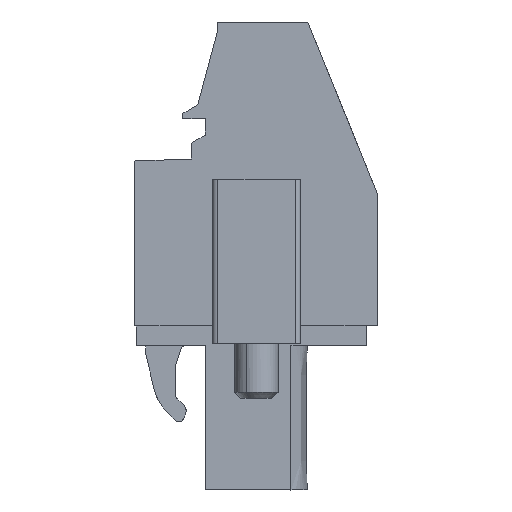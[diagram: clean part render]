
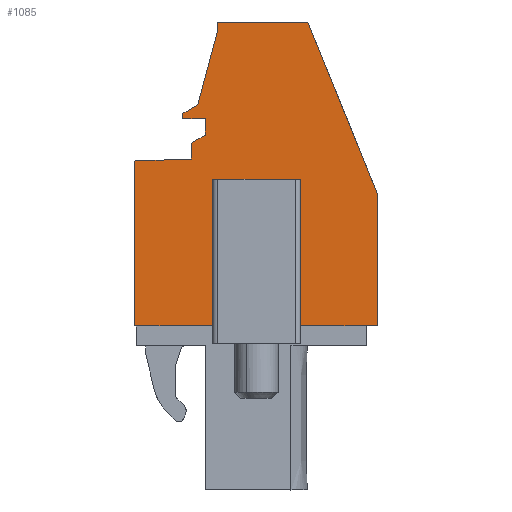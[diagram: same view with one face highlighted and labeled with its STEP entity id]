
A CAD part, left-side view. The second image highlights one B-rep face of the part: STEP entity #1085.
In plain terms, the highlighted planar face has unit normal (-1, 0, 0).
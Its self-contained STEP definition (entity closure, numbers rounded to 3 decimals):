
#969=AXIS2_PLACEMENT_3D('Plane Axis2P3D',#966,#967,#968) ;
#40=CARTESIAN_POINT('Vertex',(4.9,14.05,9.509)) ;
#70=CARTESIAN_POINT('Vertex',(4.9,0.,9.509)) ;
#73=CARTESIAN_POINT('Line Origine',(4.9,2.22,9.509)) ;
#77=CARTESIAN_POINT('Vertex',(4.9,4.44,9.509)) ;
#84=CARTESIAN_POINT('Vertex',(4.9,9.54,9.509)) ;
#87=CARTESIAN_POINT('Line Origine',(4.9,11.795,9.509)) ;
#178=CARTESIAN_POINT('Vertex',(4.9,14.05,19.057)) ;
#188=CARTESIAN_POINT('Line Origine',(4.9,14.05,14.283)) ;
#912=CARTESIAN_POINT('Vertex',(4.9,0.,17.159)) ;
#915=CARTESIAN_POINT('Line Origine',(4.9,0.,13.334)) ;
#966=CARTESIAN_POINT('Axis2P3D Location',(4.9,-0.06,8.209)) ;
#971=CARTESIAN_POINT('Line Origine',(4.9,9.54,13.759)) ;
#975=CARTESIAN_POINT('Vertex',(4.9,9.54,18.009)) ;
#978=CARTESIAN_POINT('Line Origine',(4.9,6.99,18.009)) ;
#982=CARTESIAN_POINT('Vertex',(4.9,4.44,18.009)) ;
#985=CARTESIAN_POINT('Line Origine',(4.9,4.44,13.759)) ;
#990=CARTESIAN_POINT('Line Origine',(4.9,2.01,22.134)) ;
#994=CARTESIAN_POINT('Vertex',(4.9,4.02,27.109)) ;
#997=CARTESIAN_POINT('Line Origine',(4.9,6.639,27.109)) ;
#1001=CARTESIAN_POINT('Vertex',(4.9,9.258,27.109)) ;
#1004=CARTESIAN_POINT('Line Origine',(4.9,9.258,26.834)) ;
#1008=CARTESIAN_POINT('Vertex',(4.9,9.258,26.559)) ;
#1011=CARTESIAN_POINT('Line Origine',(4.9,9.828,24.434)) ;
#1015=CARTESIAN_POINT('Vertex',(4.9,10.397,22.309)) ;
#1018=CARTESIAN_POINT('Line Origine',(4.9,10.83,22.059)) ;
#1022=CARTESIAN_POINT('Vertex',(4.9,11.263,21.809)) ;
#1025=CARTESIAN_POINT('Line Origine',(4.9,11.263,21.659)) ;
#1029=CARTESIAN_POINT('Vertex',(4.9,11.263,21.509)) ;
#1032=CARTESIAN_POINT('Line Origine',(4.9,10.613,21.509)) ;
#1036=CARTESIAN_POINT('Vertex',(4.9,9.963,21.509)) ;
#1039=CARTESIAN_POINT('Line Origine',(4.9,9.963,21.034)) ;
#1043=CARTESIAN_POINT('Vertex',(4.9,9.963,20.559)) ;
#1046=CARTESIAN_POINT('Line Origine',(4.9,10.363,20.328)) ;
#1050=CARTESIAN_POINT('Vertex',(4.9,10.763,20.097)) ;
#1053=CARTESIAN_POINT('Line Origine',(4.9,10.763,19.634)) ;
#1057=CARTESIAN_POINT('Vertex',(4.9,10.763,19.172)) ;
#1060=CARTESIAN_POINT('Line Origine',(4.9,12.407,19.114)) ;
#74=DIRECTION('Vector Direction',(0.,1.,0.)) ;
#88=DIRECTION('Vector Direction',(0.,1.,0.)) ;
#189=DIRECTION('Vector Direction',(0.,0.,1.)) ;
#916=DIRECTION('Vector Direction',(0.,0.,1.)) ;
#967=DIRECTION('Axis2P3D Direction',(1.,0.,0.)) ;
#968=DIRECTION('Axis2P3D XDirection',(0.,1.,0.)) ;
#972=DIRECTION('Vector Direction',(0.,0.,1.)) ;
#979=DIRECTION('Vector Direction',(0.,-1.,0.)) ;
#986=DIRECTION('Vector Direction',(0.,0.,1.)) ;
#991=DIRECTION('Vector Direction',(0.,-0.375,-0.927)) ;
#998=DIRECTION('Vector Direction',(0.,-1.,0.)) ;
#1005=DIRECTION('Vector Direction',(0.,0.,1.)) ;
#1012=DIRECTION('Vector Direction',(0.,0.259,-0.966)) ;
#1019=DIRECTION('Vector Direction',(0.,0.866,-0.5)) ;
#1026=DIRECTION('Vector Direction',(0.,0.,-1.)) ;
#1033=DIRECTION('Vector Direction',(0.,-1.,0.)) ;
#1040=DIRECTION('Vector Direction',(0.,0.,-1.)) ;
#1047=DIRECTION('Vector Direction',(0.,0.866,-0.5)) ;
#1054=DIRECTION('Vector Direction',(0.,0.,1.)) ;
#1061=DIRECTION('Vector Direction',(0.,0.999,-0.035)) ;
#75=VECTOR('Line Direction',#74,1.) ;
#89=VECTOR('Line Direction',#88,1.) ;
#190=VECTOR('Line Direction',#189,1.) ;
#917=VECTOR('Line Direction',#916,1.) ;
#973=VECTOR('Line Direction',#972,1.) ;
#980=VECTOR('Line Direction',#979,1.) ;
#987=VECTOR('Line Direction',#986,1.) ;
#992=VECTOR('Line Direction',#991,1.) ;
#999=VECTOR('Line Direction',#998,1.) ;
#1006=VECTOR('Line Direction',#1005,1.) ;
#1013=VECTOR('Line Direction',#1012,1.) ;
#1020=VECTOR('Line Direction',#1019,1.) ;
#1027=VECTOR('Line Direction',#1026,1.) ;
#1034=VECTOR('Line Direction',#1033,1.) ;
#1041=VECTOR('Line Direction',#1040,1.) ;
#1048=VECTOR('Line Direction',#1047,1.) ;
#1055=VECTOR('Line Direction',#1054,1.) ;
#1062=VECTOR('Line Direction',#1061,1.) ;
#1066=ORIENTED_EDGE('',*,*,#977,.T.) ;
#1067=ORIENTED_EDGE('',*,*,#984,.T.) ;
#1068=ORIENTED_EDGE('',*,*,#989,.T.) ;
#1069=ORIENTED_EDGE('',*,*,#79,.F.) ;
#1070=ORIENTED_EDGE('',*,*,#919,.F.) ;
#1071=ORIENTED_EDGE('',*,*,#996,.F.) ;
#1072=ORIENTED_EDGE('',*,*,#1003,.F.) ;
#1073=ORIENTED_EDGE('',*,*,#1010,.F.) ;
#1074=ORIENTED_EDGE('',*,*,#1017,.F.) ;
#1075=ORIENTED_EDGE('',*,*,#1024,.F.) ;
#1076=ORIENTED_EDGE('',*,*,#1031,.F.) ;
#1077=ORIENTED_EDGE('',*,*,#1038,.F.) ;
#1078=ORIENTED_EDGE('',*,*,#1045,.F.) ;
#1079=ORIENTED_EDGE('',*,*,#1052,.F.) ;
#1080=ORIENTED_EDGE('',*,*,#1059,.F.) ;
#1081=ORIENTED_EDGE('',*,*,#1064,.F.) ;
#1082=ORIENTED_EDGE('',*,*,#192,.F.) ;
#1083=ORIENTED_EDGE('',*,*,#91,.F.) ;
#1085=ADVANCED_FACE('Hauptk\X2\00F6\X0\rper',(#1084),#970,.F.) ;
#79=EDGE_CURVE('',#71,#78,#76,.T.) ;
#91=EDGE_CURVE('',#85,#41,#90,.T.) ;
#192=EDGE_CURVE('',#41,#179,#191,.T.) ;
#919=EDGE_CURVE('',#913,#71,#918,.F.) ;
#977=EDGE_CURVE('',#85,#976,#974,.T.) ;
#984=EDGE_CURVE('',#976,#983,#981,.T.) ;
#989=EDGE_CURVE('',#983,#78,#988,.F.) ;
#996=EDGE_CURVE('',#995,#913,#993,.T.) ;
#1003=EDGE_CURVE('',#1002,#995,#1000,.T.) ;
#1010=EDGE_CURVE('',#1009,#1002,#1007,.T.) ;
#1017=EDGE_CURVE('',#1016,#1009,#1014,.F.) ;
#1024=EDGE_CURVE('',#1023,#1016,#1021,.F.) ;
#1031=EDGE_CURVE('',#1030,#1023,#1028,.F.) ;
#1038=EDGE_CURVE('',#1037,#1030,#1035,.F.) ;
#1045=EDGE_CURVE('',#1044,#1037,#1042,.F.) ;
#1052=EDGE_CURVE('',#1051,#1044,#1049,.F.) ;
#1059=EDGE_CURVE('',#1058,#1051,#1056,.T.) ;
#1064=EDGE_CURVE('',#179,#1058,#1063,.F.) ;
#1065=EDGE_LOOP('',(#1066,#1067,#1068,#1069,#1070,#1071,#1072,#1073,#1074,#1075,#1076,#1077,#1078,#1079,#1080,#1081,#1082,#1083)) ;
#1084=FACE_OUTER_BOUND('',#1065,.T.) ;
#76=LINE('Line',#73,#75) ;
#90=LINE('Line',#87,#89) ;
#191=LINE('Line',#188,#190) ;
#918=LINE('Line',#915,#917) ;
#974=LINE('Line',#971,#973) ;
#981=LINE('Line',#978,#980) ;
#988=LINE('Line',#985,#987) ;
#993=LINE('Line',#990,#992) ;
#1000=LINE('Line',#997,#999) ;
#1007=LINE('Line',#1004,#1006) ;
#1014=LINE('Line',#1011,#1013) ;
#1021=LINE('Line',#1018,#1020) ;
#1028=LINE('Line',#1025,#1027) ;
#1035=LINE('Line',#1032,#1034) ;
#1042=LINE('Line',#1039,#1041) ;
#1049=LINE('Line',#1046,#1048) ;
#1056=LINE('Line',#1053,#1055) ;
#1063=LINE('Line',#1060,#1062) ;
#970=PLANE('',#969) ;
#41=VERTEX_POINT('',#40) ;
#71=VERTEX_POINT('',#70) ;
#78=VERTEX_POINT('',#77) ;
#85=VERTEX_POINT('',#84) ;
#179=VERTEX_POINT('',#178) ;
#913=VERTEX_POINT('',#912) ;
#976=VERTEX_POINT('',#975) ;
#983=VERTEX_POINT('',#982) ;
#995=VERTEX_POINT('',#994) ;
#1002=VERTEX_POINT('',#1001) ;
#1009=VERTEX_POINT('',#1008) ;
#1016=VERTEX_POINT('',#1015) ;
#1023=VERTEX_POINT('',#1022) ;
#1030=VERTEX_POINT('',#1029) ;
#1037=VERTEX_POINT('',#1036) ;
#1044=VERTEX_POINT('',#1043) ;
#1051=VERTEX_POINT('',#1050) ;
#1058=VERTEX_POINT('',#1057) ;
